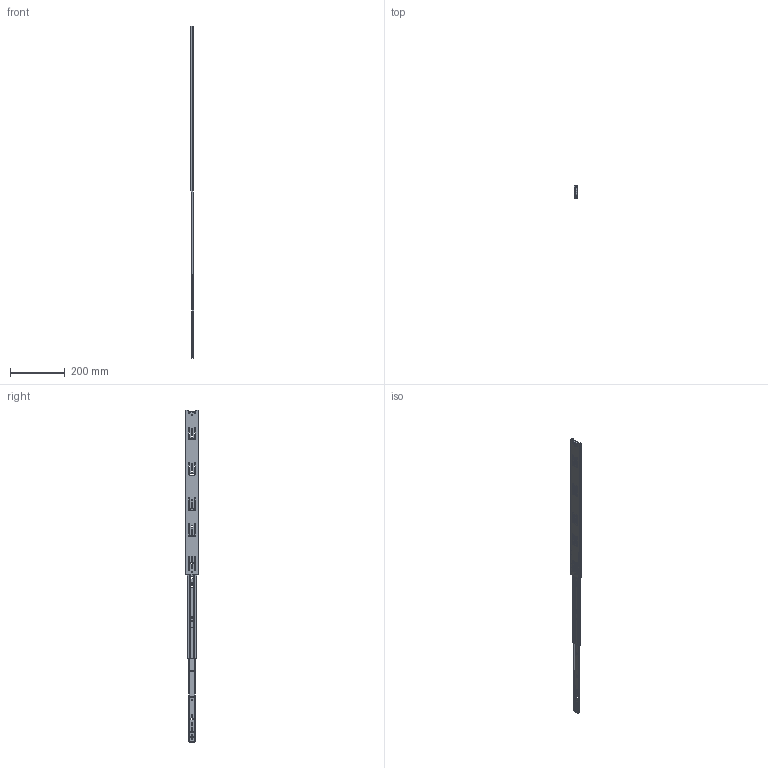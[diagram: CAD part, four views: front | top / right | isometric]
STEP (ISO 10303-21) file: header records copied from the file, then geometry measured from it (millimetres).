
FILE_DESCRIPTION (( 'STEP AP203' ), '1' );
FILE_NAME ('11435A28_Steel Drawer Slides.STEP', '2023-02-22T14:26:58', ( 'Administrator' ), ( 'Managed by Terraform' ), 'SwSTEP 2.0', 'SolidWorks 2017', '' );
FILE_SCHEMA (( 'CONFIG_CONTROL_DESIGN' ));
Length unit declared in the file: inch
Products named in the file (1): 11435A28_Steel Drawer Slides
Bounding box: 12.7 x 45.64 x 1209.55 mm (x, y, z)
Volume: 114963.3 mm3; surface area: 193903.2 mm2
Topology: 8 solids, 8 shells, 405 faces, 1263 edges, 874 vertices
Faces by surface type: plane 186, cylinder 171, sphere 48
Entity records: 13442 total; most frequent: DIRECTION 2365, CARTESIAN_POINT 2315, ORIENTED_EDGE 2238, EDGE_CURVE 1119, AXIS2_PLACEMENT_3D 844, VERTEX_POINT 778, LINE 677, VECTOR 677
